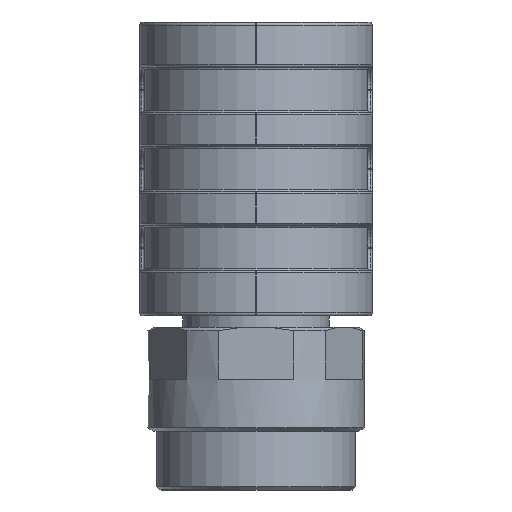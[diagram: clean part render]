
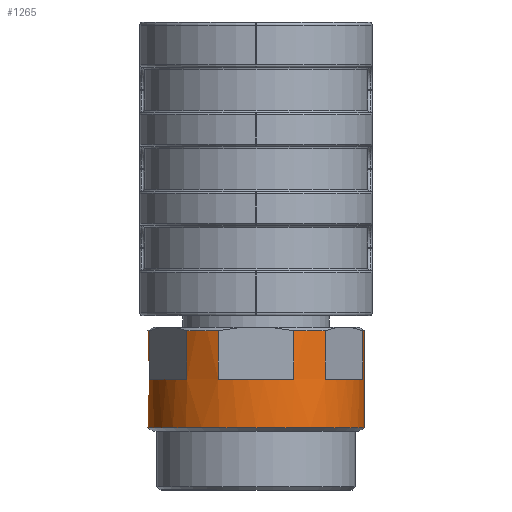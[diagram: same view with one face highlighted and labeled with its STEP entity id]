
A CAD part, left-side view. The second image highlights one B-rep face of the part: STEP entity #1265.
In plain terms, the highlighted cylindrical face has radius 4.8 mm (diameter 9.6 mm), a full revolution.
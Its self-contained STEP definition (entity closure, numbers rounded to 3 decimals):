
#387=CYLINDRICAL_SURFACE('',#8301,4.8);
#1265=ADVANCED_FACE('',(#1582,#1583),#387,.T.);
#1582=FACE_BOUND('',#2105,.T.);
#1583=FACE_BOUND('',#2106,.T.);
#2105=EDGE_LOOP('',(#4751));
#2106=EDGE_LOOP('',(#4752,#4753,#4754,#4755,#4756,#4757,#4758,#4759,#4760,
#4761,#4762,#4763,#4764,#4765,#4766,#4767,#4768,#4769,#4770,#4771,#4772,
#4773,#4774,#4775));
#2601=LINE('',#15227,#2977);
#2602=LINE('',#15231,#2978);
#2603=LINE('',#15232,#2979);
#2604=LINE('',#15236,#2980);
#2605=LINE('',#15237,#2981);
#2606=LINE('',#15241,#2982);
#2607=LINE('',#15242,#2983);
#2608=LINE('',#15246,#2984);
#2609=LINE('',#15247,#2985);
#2610=LINE('',#15251,#2986);
#2611=LINE('',#15252,#2987);
#2612=LINE('',#15256,#2988);
#2977=VECTOR('',#10422,1.);
#2978=VECTOR('',#10425,1.);
#2979=VECTOR('',#10426,1.);
#2980=VECTOR('',#10429,1.);
#2981=VECTOR('',#10430,1.);
#2982=VECTOR('',#10433,1.);
#2983=VECTOR('',#10434,1.);
#2984=VECTOR('',#10437,1.);
#2985=VECTOR('',#10438,1.);
#2986=VECTOR('',#10441,1.);
#2987=VECTOR('',#10442,1.);
#2988=VECTOR('',#10445,1.);
#4751=ORIENTED_EDGE('',*,*,#6705,.T.);
#4752=ORIENTED_EDGE('',*,*,#6718,.F.);
#4753=ORIENTED_EDGE('',*,*,#6719,.T.);
#4754=ORIENTED_EDGE('',*,*,#6720,.F.);
#4755=ORIENTED_EDGE('',*,*,#6717,.T.);
#4756=ORIENTED_EDGE('',*,*,#6721,.F.);
#4757=ORIENTED_EDGE('',*,*,#6722,.T.);
#4758=ORIENTED_EDGE('',*,*,#6723,.F.);
#4759=ORIENTED_EDGE('',*,*,#6707,.T.);
#4760=ORIENTED_EDGE('',*,*,#6724,.F.);
#4761=ORIENTED_EDGE('',*,*,#6725,.T.);
#4762=ORIENTED_EDGE('',*,*,#6726,.F.);
#4763=ORIENTED_EDGE('',*,*,#6709,.T.);
#4764=ORIENTED_EDGE('',*,*,#6727,.F.);
#4765=ORIENTED_EDGE('',*,*,#6728,.T.);
#4766=ORIENTED_EDGE('',*,*,#6729,.F.);
#4767=ORIENTED_EDGE('',*,*,#6711,.T.);
#4768=ORIENTED_EDGE('',*,*,#6730,.F.);
#4769=ORIENTED_EDGE('',*,*,#6731,.T.);
#4770=ORIENTED_EDGE('',*,*,#6732,.F.);
#4771=ORIENTED_EDGE('',*,*,#6713,.T.);
#4772=ORIENTED_EDGE('',*,*,#6733,.F.);
#4773=ORIENTED_EDGE('',*,*,#6734,.T.);
#4774=ORIENTED_EDGE('',*,*,#6735,.F.);
#4775=ORIENTED_EDGE('',*,*,#6715,.T.);
#5691=VERTEX_POINT('',#15195);
#5692=VERTEX_POINT('',#15198);
#5693=VERTEX_POINT('',#15199);
#5694=VERTEX_POINT('',#15203);
#5695=VERTEX_POINT('',#15204);
#5696=VERTEX_POINT('',#15208);
#5697=VERTEX_POINT('',#15209);
#5698=VERTEX_POINT('',#15213);
#5699=VERTEX_POINT('',#15214);
#5700=VERTEX_POINT('',#15218);
#5701=VERTEX_POINT('',#15219);
#5702=VERTEX_POINT('',#15223);
#5703=VERTEX_POINT('',#15224);
#5704=VERTEX_POINT('',#15228);
#5705=VERTEX_POINT('',#15230);
#5706=VERTEX_POINT('',#15233);
#5707=VERTEX_POINT('',#15235);
#5708=VERTEX_POINT('',#15238);
#5709=VERTEX_POINT('',#15240);
#5710=VERTEX_POINT('',#15243);
#5711=VERTEX_POINT('',#15245);
#5712=VERTEX_POINT('',#15248);
#5713=VERTEX_POINT('',#15250);
#5714=VERTEX_POINT('',#15253);
#5715=VERTEX_POINT('',#15255);
#6705=EDGE_CURVE('',#5691,#5691,#7383,.T.);
#6707=EDGE_CURVE('',#5692,#5693,#7384,.T.);
#6709=EDGE_CURVE('',#5694,#5695,#7385,.T.);
#6711=EDGE_CURVE('',#5696,#5697,#7386,.T.);
#6713=EDGE_CURVE('',#5698,#5699,#7387,.T.);
#6715=EDGE_CURVE('',#5700,#5701,#7388,.T.);
#6717=EDGE_CURVE('',#5702,#5703,#7389,.T.);
#6718=EDGE_CURVE('',#5704,#5701,#2601,.T.);
#6719=EDGE_CURVE('',#5704,#5705,#7390,.T.);
#6720=EDGE_CURVE('',#5702,#5705,#2602,.T.);
#6721=EDGE_CURVE('',#5706,#5703,#2603,.T.);
#6722=EDGE_CURVE('',#5706,#5707,#7391,.T.);
#6723=EDGE_CURVE('',#5692,#5707,#2604,.T.);
#6724=EDGE_CURVE('',#5708,#5693,#2605,.T.);
#6725=EDGE_CURVE('',#5708,#5709,#7392,.T.);
#6726=EDGE_CURVE('',#5694,#5709,#2606,.T.);
#6727=EDGE_CURVE('',#5710,#5695,#2607,.T.);
#6728=EDGE_CURVE('',#5710,#5711,#7393,.T.);
#6729=EDGE_CURVE('',#5696,#5711,#2608,.T.);
#6730=EDGE_CURVE('',#5712,#5697,#2609,.T.);
#6731=EDGE_CURVE('',#5712,#5713,#7394,.T.);
#6732=EDGE_CURVE('',#5698,#5713,#2610,.T.);
#6733=EDGE_CURVE('',#5714,#5699,#2611,.T.);
#6734=EDGE_CURVE('',#5714,#5715,#7395,.T.);
#6735=EDGE_CURVE('',#5700,#5715,#2612,.T.);
#7383=CIRCLE('',#8281,4.8);
#7384=CIRCLE('',#8283,4.8);
#7385=CIRCLE('',#8285,4.8);
#7386=CIRCLE('',#8287,4.8);
#7387=CIRCLE('',#8289,4.8);
#7388=CIRCLE('',#8291,4.8);
#7389=CIRCLE('',#8293,4.8);
#7390=CIRCLE('',#8295,4.8);
#7391=CIRCLE('',#8296,4.8);
#7392=CIRCLE('',#8297,4.8);
#7393=CIRCLE('',#8298,4.8);
#7394=CIRCLE('',#8299,4.8);
#7395=CIRCLE('',#8300,4.8);
#8281=AXIS2_PLACEMENT_3D('',#15194,#10388,#10389);
#8283=AXIS2_PLACEMENT_3D('',#15200,#10393,#10394);
#8285=AXIS2_PLACEMENT_3D('',#15205,#10398,#10399);
#8287=AXIS2_PLACEMENT_3D('',#15210,#10403,#10404);
#8289=AXIS2_PLACEMENT_3D('',#15215,#10408,#10409);
#8291=AXIS2_PLACEMENT_3D('',#15220,#10413,#10414);
#8293=AXIS2_PLACEMENT_3D('',#15225,#10418,#10419);
#8295=AXIS2_PLACEMENT_3D('',#15229,#10423,#10424);
#8296=AXIS2_PLACEMENT_3D('',#15234,#10427,#10428);
#8297=AXIS2_PLACEMENT_3D('',#15239,#10431,#10432);
#8298=AXIS2_PLACEMENT_3D('',#15244,#10435,#10436);
#8299=AXIS2_PLACEMENT_3D('',#15249,#10439,#10440);
#8300=AXIS2_PLACEMENT_3D('',#15254,#10443,#10444);
#8301=AXIS2_PLACEMENT_3D('',#15257,#10446,#10447);
#10388=DIRECTION('',(0.,0.,1.));
#10389=DIRECTION('',(0.,-1.,0.));
#10393=DIRECTION('',(0.,0.,-1.));
#10394=DIRECTION('',(0.,-1.,0.));
#10398=DIRECTION('',(0.,0.,-1.));
#10399=DIRECTION('',(0.,-1.,0.));
#10403=DIRECTION('',(0.,0.,-1.));
#10404=DIRECTION('',(0.,-1.,0.));
#10408=DIRECTION('',(0.,0.,-1.));
#10409=DIRECTION('',(0.,-1.,0.));
#10413=DIRECTION('',(0.,0.,-1.));
#10414=DIRECTION('',(0.,-1.,0.));
#10418=DIRECTION('',(0.,0.,-1.));
#10419=DIRECTION('',(0.,-1.,0.));
#10422=DIRECTION('',(0.,0.,-1.));
#10423=DIRECTION('',(0.,0.,-1.));
#10424=DIRECTION('',(0.,-1.,0.));
#10425=DIRECTION('',(0.,0.,1.));
#10426=DIRECTION('',(0.,0.,-1.));
#10427=DIRECTION('',(0.,0.,-1.));
#10428=DIRECTION('',(0.,-1.,0.));
#10429=DIRECTION('',(0.,0.,1.));
#10430=DIRECTION('',(0.,0.,-1.));
#10431=DIRECTION('',(0.,0.,-1.));
#10432=DIRECTION('',(0.,-1.,0.));
#10433=DIRECTION('',(0.,0.,1.));
#10434=DIRECTION('',(0.,0.,-1.));
#10435=DIRECTION('',(0.,0.,-1.));
#10436=DIRECTION('',(0.,-1.,0.));
#10437=DIRECTION('',(0.,0.,1.));
#10438=DIRECTION('',(0.,0.,-1.));
#10439=DIRECTION('',(0.,0.,-1.));
#10440=DIRECTION('',(0.,-1.,0.));
#10441=DIRECTION('',(0.,0.,1.));
#10442=DIRECTION('',(0.,0.,-1.));
#10443=DIRECTION('',(0.,0.,-1.));
#10444=DIRECTION('',(0.,-1.,0.));
#10445=DIRECTION('',(0.,0.,1.));
#10446=DIRECTION('',(0.,0.,-1.));
#10447=DIRECTION('',(0.,-1.,0.));
#15194=CARTESIAN_POINT('',(55.149,56.774,9.79));
#15195=CARTESIAN_POINT('',(55.149,51.974,9.79));
#15198=CARTESIAN_POINT('',(51.452,59.836,11.94));
#15199=CARTESIAN_POINT('',(54.345,61.506,11.94));
#15200=CARTESIAN_POINT('',(55.149,56.774,11.94));
#15203=CARTESIAN_POINT('',(55.952,61.506,11.94));
#15204=CARTESIAN_POINT('',(58.845,59.836,11.94));
#15205=CARTESIAN_POINT('',(55.149,56.774,11.94));
#15208=CARTESIAN_POINT('',(59.649,58.444,11.94));
#15209=CARTESIAN_POINT('',(59.649,55.104,11.94));
#15210=CARTESIAN_POINT('',(55.149,56.774,11.94));
#15213=CARTESIAN_POINT('',(58.845,53.712,11.94));
#15214=CARTESIAN_POINT('',(55.952,52.042,11.94));
#15215=CARTESIAN_POINT('',(55.149,56.774,11.94));
#15218=CARTESIAN_POINT('',(54.345,52.042,11.94));
#15219=CARTESIAN_POINT('',(51.452,53.712,11.94));
#15220=CARTESIAN_POINT('',(55.149,56.774,11.94));
#15223=CARTESIAN_POINT('',(50.649,55.104,11.94));
#15224=CARTESIAN_POINT('',(50.649,58.444,11.94));
#15225=CARTESIAN_POINT('',(55.149,56.774,11.94));
#15227=CARTESIAN_POINT('',(51.452,53.712,-17.76));
#15228=CARTESIAN_POINT('',(51.452,53.712,14.09));
#15229=CARTESIAN_POINT('',(55.149,56.774,14.09));
#15230=CARTESIAN_POINT('',(50.649,55.104,14.09));
#15231=CARTESIAN_POINT('',(50.649,55.104,-17.76));
#15232=CARTESIAN_POINT('',(50.649,58.444,-17.76));
#15233=CARTESIAN_POINT('',(50.649,58.444,14.09));
#15234=CARTESIAN_POINT('',(55.149,56.774,14.09));
#15235=CARTESIAN_POINT('',(51.452,59.836,14.09));
#15236=CARTESIAN_POINT('',(51.452,59.836,-17.76));
#15237=CARTESIAN_POINT('',(54.345,61.506,-17.76));
#15238=CARTESIAN_POINT('',(54.345,61.506,14.09));
#15239=CARTESIAN_POINT('',(55.149,56.774,14.09));
#15240=CARTESIAN_POINT('',(55.952,61.506,14.09));
#15241=CARTESIAN_POINT('',(55.952,61.506,-17.76));
#15242=CARTESIAN_POINT('',(58.845,59.836,-17.76));
#15243=CARTESIAN_POINT('',(58.845,59.836,14.09));
#15244=CARTESIAN_POINT('',(55.149,56.774,14.09));
#15245=CARTESIAN_POINT('',(59.649,58.444,14.09));
#15246=CARTESIAN_POINT('',(59.649,58.444,-17.76));
#15247=CARTESIAN_POINT('',(59.649,55.104,-17.76));
#15248=CARTESIAN_POINT('',(59.649,55.104,14.09));
#15249=CARTESIAN_POINT('',(55.149,56.774,14.09));
#15250=CARTESIAN_POINT('',(58.845,53.712,14.09));
#15251=CARTESIAN_POINT('',(58.845,53.712,-17.76));
#15252=CARTESIAN_POINT('',(55.952,52.042,-17.76));
#15253=CARTESIAN_POINT('',(55.952,52.042,14.09));
#15254=CARTESIAN_POINT('',(55.149,56.774,14.09));
#15255=CARTESIAN_POINT('',(54.345,52.042,14.09));
#15256=CARTESIAN_POINT('',(54.345,52.042,-17.76));
#15257=CARTESIAN_POINT('',(55.149,56.774,-17.76));
